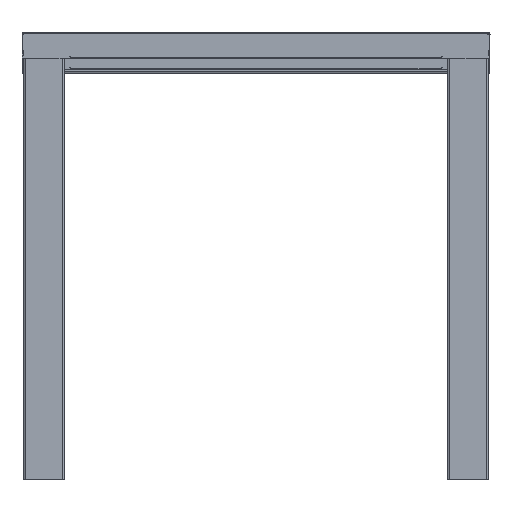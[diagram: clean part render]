
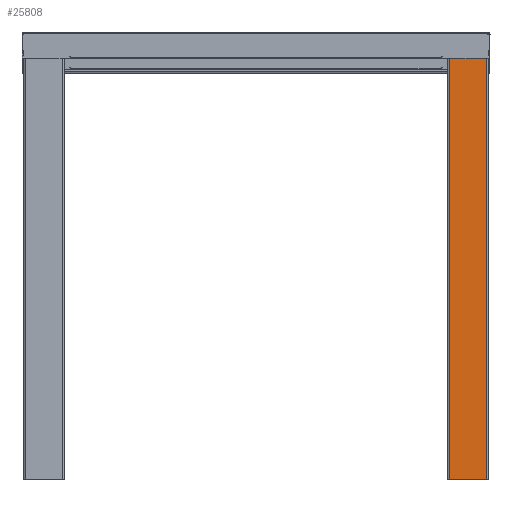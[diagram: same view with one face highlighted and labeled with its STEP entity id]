
A CAD part, front view. The second image highlights one B-rep face of the part: STEP entity #25808.
In plain terms, the highlighted planar face has unit normal (0, -1, 0).
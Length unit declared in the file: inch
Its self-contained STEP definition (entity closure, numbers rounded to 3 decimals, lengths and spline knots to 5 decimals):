
#241 = VECTOR ( 'NONE', #20641, 39.37008 ) ;
#379 = VERTEX_POINT ( 'NONE', #8964 ) ;
#1450 = EDGE_CURVE ( 'NONE', #30747, #6997, #24342, .T. ) ;
#1694 = EDGE_CURVE ( 'NONE', #28526, #23447, #33682, .T. ) ;
#2123 = ORIENTED_EDGE ( 'NONE', *, *, #26003, .T. ) ;
#2245 = PLANE ( 'NONE',  #10568 ) ;
#3802 = DIRECTION ( 'NONE',  ( 0., 0., -1. ) ) ;
#4395 = CARTESIAN_POINT ( 'NONE',  ( 1.08268, 0., 11.83858 ) ) ;
#4510 = CARTESIAN_POINT ( 'NONE',  ( 0.98425, 0., 11.83858 ) ) ;
#4605 = VERTEX_POINT ( 'NONE', #30775 ) ;
#5794 = EDGE_CURVE ( 'NONE', #36829, #15164, #10954, .T. ) ;
#5857 = DIRECTION ( 'NONE',  ( -1., 0., 0. ) ) ;
#6310 = LINE ( 'NONE', #28048, #35456 ) ;
#6997 = VERTEX_POINT ( 'NONE', #29297 ) ;
#7014 = CARTESIAN_POINT ( 'NONE',  ( 0.88583, 0., 11.83858 ) ) ;
#7228 = EDGE_CURVE ( 'NONE', #379, #13087, #36427, .T. ) ;
#8060 = DIRECTION ( 'NONE',  ( 0., 0., 1. ) ) ;
#8392 = LINE ( 'NONE', #21023, #241 ) ;
#8500 = ORIENTED_EDGE ( 'NONE', *, *, #35989, .F. ) ;
#8680 = DIRECTION ( 'NONE',  ( -1., 0., 0. ) ) ;
#8964 = CARTESIAN_POINT ( 'NONE',  ( 0.98425, 0., 11.64173 ) ) ;
#9499 = VECTOR ( 'NONE', #3802, 39.37008 ) ;
#10568 = AXIS2_PLACEMENT_3D ( 'NONE', #4395, #37471, #25418 ) ;
#10890 = EDGE_CURVE ( 'NONE', #6997, #4605, #31246, .T. ) ;
#10950 = CARTESIAN_POINT ( 'NONE',  ( 0.08858, 0., 11.74016 ) ) ;
#10954 = LINE ( 'NONE', #22844, #12401 ) ;
#10976 = VECTOR ( 'NONE', #5857, 39.37008 ) ;
#12210 = CARTESIAN_POINT ( 'NONE',  ( -0.08858, 0., 11.83858 ) ) ;
#12401 = VECTOR ( 'NONE', #8060, 39.37008 ) ;
#13087 = VERTEX_POINT ( 'NONE', #25288 ) ;
#13107 = CARTESIAN_POINT ( 'NONE',  ( 0.08858, 0., 11.83858 ) ) ;
#13437 = DIRECTION ( 'NONE',  ( 0., 0., -1. ) ) ;
#13739 = CARTESIAN_POINT ( 'NONE',  ( -1.00394, 0., -11.83858 ) ) ;
#13800 = DIRECTION ( 'NONE',  ( 0., 0., 1. ) ) ;
#14012 = CARTESIAN_POINT ( 'NONE',  ( 0.08858, 0., 11.83858 ) ) ;
#14439 = CARTESIAN_POINT ( 'NONE',  ( -0.98425, 0., -11.83858 ) ) ;
#14621 = ORIENTED_EDGE ( 'NONE', *, *, #33862, .F. ) ;
#14636 = VECTOR ( 'NONE', #36818, 39.37008 ) ;
#15164 = VERTEX_POINT ( 'NONE', #29019 ) ;
#17412 = ORIENTED_EDGE ( 'NONE', *, *, #10890, .T. ) ;
#18209 = CARTESIAN_POINT ( 'NONE',  ( 0.88583, 0., 11.64173 ) ) ;
#18899 = LINE ( 'NONE', #33520, #14636 ) ;
#19289 = ORIENTED_EDGE ( 'NONE', *, *, #5794, .F. ) ;
#20641 = DIRECTION ( 'NONE',  ( 1., 0., 0. ) ) ;
#21023 = CARTESIAN_POINT ( 'NONE',  ( 1.00394, 0., 11.83858 ) ) ;
#21375 = ORIENTED_EDGE ( 'NONE', *, *, #36545, .F. ) ;
#21472 = DIRECTION ( 'NONE',  ( -1., 0., 0. ) ) ;
#22295 = DIRECTION ( 'NONE',  ( 0., 0., 1. ) ) ;
#22844 = CARTESIAN_POINT ( 'NONE',  ( -0.98425, 0., 11.83858 ) ) ;
#23447 = VERTEX_POINT ( 'NONE', #27879 ) ;
#24342 = LINE ( 'NONE', #35445, #10976 ) ;
#24473 = ORIENTED_EDGE ( 'NONE', *, *, #33109, .T. ) ;
#25288 = CARTESIAN_POINT ( 'NONE',  ( 0.98425, 0., -11.83858 ) ) ;
#25418 = DIRECTION ( 'NONE',  ( 0., 0., 1. ) ) ;
#25808 = ADVANCED_FACE ( 'NONE', ( #28518 ), #2245, .F. ) ;
#26003 = EDGE_CURVE ( 'NONE', #379, #28526, #6310, .T. ) ;
#27879 = CARTESIAN_POINT ( 'NONE',  ( 0.88583, 0., 11.83858 ) ) ;
#28048 = CARTESIAN_POINT ( 'NONE',  ( 0.88583, 0., 11.64173 ) ) ;
#28518 = FACE_OUTER_BOUND ( 'NONE', #35552, .T. ) ;
#28526 = VERTEX_POINT ( 'NONE', #18209 ) ;
#28643 = VECTOR ( 'NONE', #13437, 39.37008 ) ;
#29019 = CARTESIAN_POINT ( 'NONE',  ( -0.98425, 0., 11.83858 ) ) ;
#29297 = CARTESIAN_POINT ( 'NONE',  ( -0.08858, 0., 11.74016 ) ) ;
#30444 = ORIENTED_EDGE ( 'NONE', *, *, #7228, .F. ) ;
#30747 = VERTEX_POINT ( 'NONE', #10950 ) ;
#30775 = CARTESIAN_POINT ( 'NONE',  ( -0.08858, 0., 11.83858 ) ) ;
#31230 = LINE ( 'NONE', #13107, #9499 ) ;
#31246 = LINE ( 'NONE', #12210, #33301 ) ;
#32493 = ORIENTED_EDGE ( 'NONE', *, *, #1450, .T. ) ;
#33109 = EDGE_CURVE ( 'NONE', #33671, #30747, #31230, .T. ) ;
#33188 = ORIENTED_EDGE ( 'NONE', *, *, #1694, .T. ) ;
#33301 = VECTOR ( 'NONE', #22295, 39.37008 ) ;
#33520 = CARTESIAN_POINT ( 'NONE',  ( 1.00394, 0., 11.83858 ) ) ;
#33671 = VERTEX_POINT ( 'NONE', #14012 ) ;
#33682 = LINE ( 'NONE', #7014, #35870 ) ;
#33862 = EDGE_CURVE ( 'NONE', #15164, #4605, #8392, .T. ) ;
#35329 = LINE ( 'NONE', #13739, #36444 ) ;
#35445 = CARTESIAN_POINT ( 'NONE',  ( -0.08858, 0., 11.74016 ) ) ;
#35456 = VECTOR ( 'NONE', #21472, 39.37008 ) ;
#35552 = EDGE_LOOP ( 'NONE', ( #17412, #14621, #19289, #21375, #30444, #2123, #33188, #8500, #24473, #32493 ) ) ;
#35870 = VECTOR ( 'NONE', #13800, 39.37008 ) ;
#35989 = EDGE_CURVE ( 'NONE', #33671, #23447, #18899, .T. ) ;
#36427 = LINE ( 'NONE', #4510, #28643 ) ;
#36444 = VECTOR ( 'NONE', #8680, 39.37008 ) ;
#36545 = EDGE_CURVE ( 'NONE', #13087, #36829, #35329, .T. ) ;
#36818 = DIRECTION ( 'NONE',  ( 1., 0., 0. ) ) ;
#36829 = VERTEX_POINT ( 'NONE', #14439 ) ;
#37471 = DIRECTION ( 'NONE',  ( 0., 1., 0. ) ) ;
